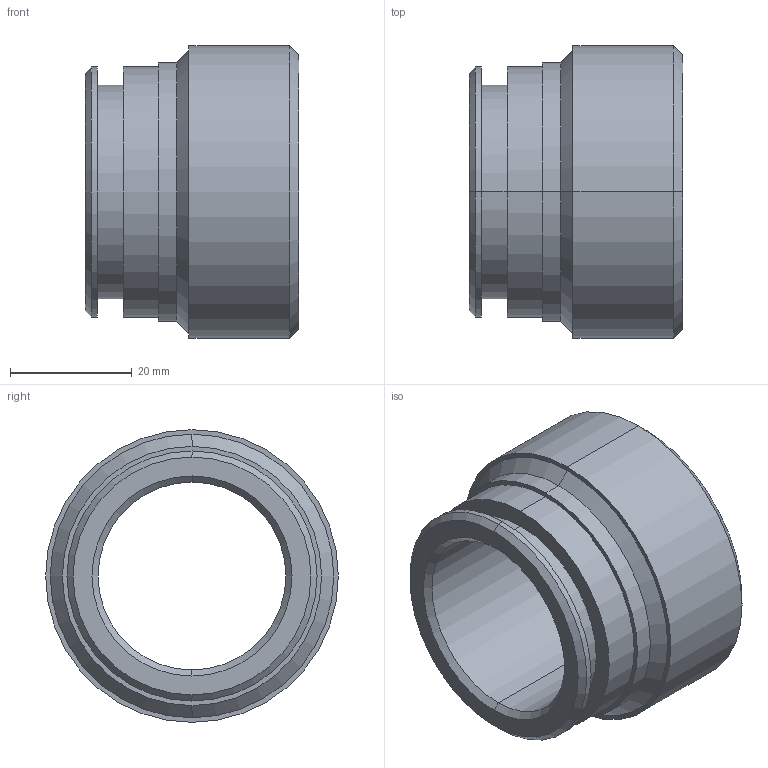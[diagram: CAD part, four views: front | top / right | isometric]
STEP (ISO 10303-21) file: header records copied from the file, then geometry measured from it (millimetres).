
FILE_DESCRIPTION (( 'STEP AP203' ), '1' );
FILE_NAME ('R238.112.001.STEP', '2015-06-09T12:21:14', ( '' ), ( '' ), 'SwSTEP 2.0', 'SolidWorks 2012', '' );
FILE_SCHEMA (( 'CONFIG_CONTROL_DESIGN' ));
Length unit declared in the file: millimetre
Products named in the file (1): R238.112.001
Bounding box: 35 x 48 x 48 mm (x, y, z)
Volume: 25508.2 mm3; surface area: 10799.8 mm2
Topology: 1 solids, 1 shells, 32 faces, 64 edges, 40 vertices
Faces by surface type: cylinder 16, cone 8, plane 8
Entity records: 925 total; most frequent: DIRECTION 170, CARTESIAN_POINT 137, ORIENTED_EDGE 128, AXIS2_PLACEMENT_3D 73, EDGE_CURVE 64, CIRCLE 40, VERTEX_POINT 40, EDGE_LOOP 40
